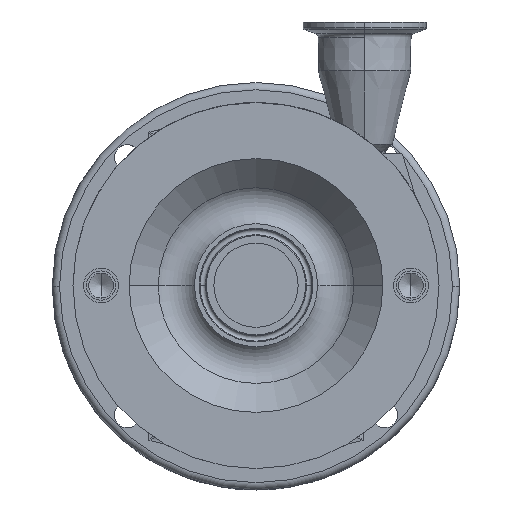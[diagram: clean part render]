
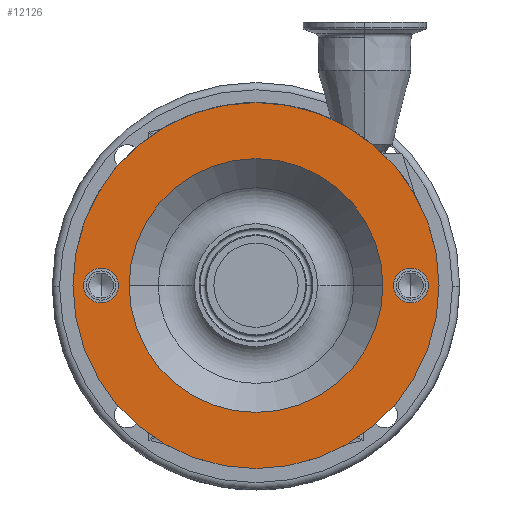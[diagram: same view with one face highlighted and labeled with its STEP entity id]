
A CAD part, top view. The second image highlights one B-rep face of the part: STEP entity #12126.
In plain terms, the highlighted planar face has unit normal (0, 0, 1).
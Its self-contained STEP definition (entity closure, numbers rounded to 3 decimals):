
#61 = EDGE_CURVE ( 'NONE', #3106, #13441, #14523, .T. ) ;
#160 = EDGE_CURVE ( 'NONE', #7930, #10655, #7560, .T. ) ;
#164 = DIRECTION ( 'NONE',  ( 0., 0., 1. ) ) ;
#212 = DIRECTION ( 'NONE',  ( 1., 0., 0. ) ) ;
#1133 = DIRECTION ( 'NONE',  ( 1., 0., 0. ) ) ;
#1273 = CARTESIAN_POINT ( 'NONE',  ( 63.5, 0., 190.6 ) ) ;
#1747 = DIRECTION ( 'NONE',  ( 1., 0., 0. ) ) ;
#2244 = CARTESIAN_POINT ( 'NONE',  ( 52., 0., 190.6 ) ) ;
#3106 = VERTEX_POINT ( 'NONE', #2244 ) ;
#3209 = AXIS2_PLACEMENT_3D ( 'NONE', #14902, #4363, #6778 ) ;
#3404 = DIRECTION ( 'NONE',  ( 0., 0., 1. ) ) ;
#3691 = DIRECTION ( 'NONE',  ( 0., 0., 1. ) ) ;
#3951 = CIRCLE ( 'NONE', #8496, 7.144 ) ;
#4048 = CARTESIAN_POINT ( 'NONE',  ( 63.5, 0., 190.6 ) ) ;
#4103 = EDGE_CURVE ( 'NONE', #13441, #3106, #14478, .T. ) ;
#4183 = FACE_BOUND ( 'NONE', #13534, .T. ) ;
#4363 = DIRECTION ( 'NONE',  ( 0., 0., 1. ) ) ;
#4417 = VERTEX_POINT ( 'NONE', #7238 ) ;
#5153 = EDGE_CURVE ( 'NONE', #11734, #5182, #6759, .T. ) ;
#5182 = VERTEX_POINT ( 'NONE', #5341 ) ;
#5341 = CARTESIAN_POINT ( 'NONE',  ( 70.644, 0., 190.6 ) ) ;
#5407 = FACE_BOUND ( 'NONE', #6975, .T. ) ;
#5447 = CARTESIAN_POINT ( 'NONE',  ( -70.644, 0., 190.6 ) ) ;
#5478 = ORIENTED_EDGE ( 'NONE', *, *, #61, .F. ) ;
#5530 = ORIENTED_EDGE ( 'NONE', *, *, #5153, .F. ) ;
#5656 = AXIS2_PLACEMENT_3D ( 'NONE', #13855, #3691, #212 ) ;
#5921 = CARTESIAN_POINT ( 'NONE',  ( -75., 0., 190.6 ) ) ;
#6358 = CIRCLE ( 'NONE', #3209, 75. ) ;
#6473 = DIRECTION ( 'NONE',  ( 1., 0., 0. ) ) ;
#6505 = ORIENTED_EDGE ( 'NONE', *, *, #10211, .T. ) ;
#6759 = CIRCLE ( 'NONE', #8647, 7.144 ) ;
#6778 = DIRECTION ( 'NONE',  ( 1., 0., 0. ) ) ;
#6975 = EDGE_LOOP ( 'NONE', ( #9754, #5530 ) ) ;
#7185 = CARTESIAN_POINT ( 'NONE',  ( 0., 0., 190.6 ) ) ;
#7238 = CARTESIAN_POINT ( 'NONE',  ( -56.356, 0., 190.6 ) ) ;
#7418 = FACE_BOUND ( 'NONE', #8739, .T. ) ;
#7470 = DIRECTION ( 'NONE',  ( 0., 0., 1. ) ) ;
#7488 = DIRECTION ( 'NONE',  ( 1., 0., 0. ) ) ;
#7500 = DIRECTION ( 'NONE',  ( 0., 0., 1. ) ) ;
#7560 = CIRCLE ( 'NONE', #10195, 75. ) ;
#7930 = VERTEX_POINT ( 'NONE', #10514 ) ;
#8090 = AXIS2_PLACEMENT_3D ( 'NONE', #10853, #9745, #7488 ) ;
#8110 = EDGE_LOOP ( 'NONE', ( #8574, #6505 ) ) ;
#8496 = AXIS2_PLACEMENT_3D ( 'NONE', #1273, #3404, #1133 ) ;
#8574 = ORIENTED_EDGE ( 'NONE', *, *, #160, .T. ) ;
#8618 = DIRECTION ( 'NONE',  ( 1., 0., 0. ) ) ;
#8647 = AXIS2_PLACEMENT_3D ( 'NONE', #4048, #13374, #8618 ) ;
#8739 = EDGE_LOOP ( 'NONE', ( #14352, #11564 ) ) ;
#8755 = CARTESIAN_POINT ( 'NONE',  ( 0., 75., 190.6 ) ) ;
#9047 = AXIS2_PLACEMENT_3D ( 'NONE', #12042, #7470, #12199 ) ;
#9194 = AXIS2_PLACEMENT_3D ( 'NONE', #7185, #164, #13948 ) ;
#9745 = DIRECTION ( 'NONE',  ( 0., 0., 1. ) ) ;
#9754 = ORIENTED_EDGE ( 'NONE', *, *, #11150, .F. ) ;
#9814 = FACE_OUTER_BOUND ( 'NONE', #8110, .T. ) ;
#10151 = CARTESIAN_POINT ( 'NONE',  ( 56.356, 0., 190.6 ) ) ;
#10195 = AXIS2_PLACEMENT_3D ( 'NONE', #12231, #7500, #6473 ) ;
#10211 = EDGE_CURVE ( 'NONE', #10655, #7930, #6358, .T. ) ;
#10244 = CIRCLE ( 'NONE', #9047, 7.144 ) ;
#10514 = CARTESIAN_POINT ( 'NONE',  ( 75., 0., 190.6 ) ) ;
#10655 = VERTEX_POINT ( 'NONE', #5921 ) ;
#10853 = CARTESIAN_POINT ( 'NONE',  ( -63.5, 0., 190.6 ) ) ;
#11150 = EDGE_CURVE ( 'NONE', #5182, #11734, #3951, .T. ) ;
#11222 = CARTESIAN_POINT ( 'NONE',  ( -52., 0., 190.6 ) ) ;
#11450 = CIRCLE ( 'NONE', #8090, 7.144 ) ;
#11535 = VERTEX_POINT ( 'NONE', #5447 ) ;
#11564 = ORIENTED_EDGE ( 'NONE', *, *, #13725, .F. ) ;
#11734 = VERTEX_POINT ( 'NONE', #10151 ) ;
#11989 = PLANE ( 'NONE',  #14069 ) ;
#12042 = CARTESIAN_POINT ( 'NONE',  ( -63.5, 0., 190.6 ) ) ;
#12064 = DIRECTION ( 'NONE',  ( 0., 0., 1. ) ) ;
#12126 = ADVANCED_FACE ( 'NONE', ( #4183, #7418, #5407, #9814 ), #11989, .T. ) ;
#12199 = DIRECTION ( 'NONE',  ( 1., 0., 0. ) ) ;
#12231 = CARTESIAN_POINT ( 'NONE',  ( 0., 0., 190.6 ) ) ;
#13349 = EDGE_CURVE ( 'NONE', #4417, #11535, #10244, .T. ) ;
#13374 = DIRECTION ( 'NONE',  ( 0., 0., 1. ) ) ;
#13441 = VERTEX_POINT ( 'NONE', #11222 ) ;
#13534 = EDGE_LOOP ( 'NONE', ( #5478, #14817 ) ) ;
#13725 = EDGE_CURVE ( 'NONE', #11535, #4417, #11450, .T. ) ;
#13855 = CARTESIAN_POINT ( 'NONE',  ( 0., 0., 190.6 ) ) ;
#13948 = DIRECTION ( 'NONE',  ( 1., 0., 0. ) ) ;
#14069 = AXIS2_PLACEMENT_3D ( 'NONE', #8755, #12064, #1747 ) ;
#14352 = ORIENTED_EDGE ( 'NONE', *, *, #13349, .F. ) ;
#14478 = CIRCLE ( 'NONE', #9194, 52. ) ;
#14523 = CIRCLE ( 'NONE', #5656, 52. ) ;
#14817 = ORIENTED_EDGE ( 'NONE', *, *, #4103, .F. ) ;
#14902 = CARTESIAN_POINT ( 'NONE',  ( 0., 0., 190.6 ) ) ;
